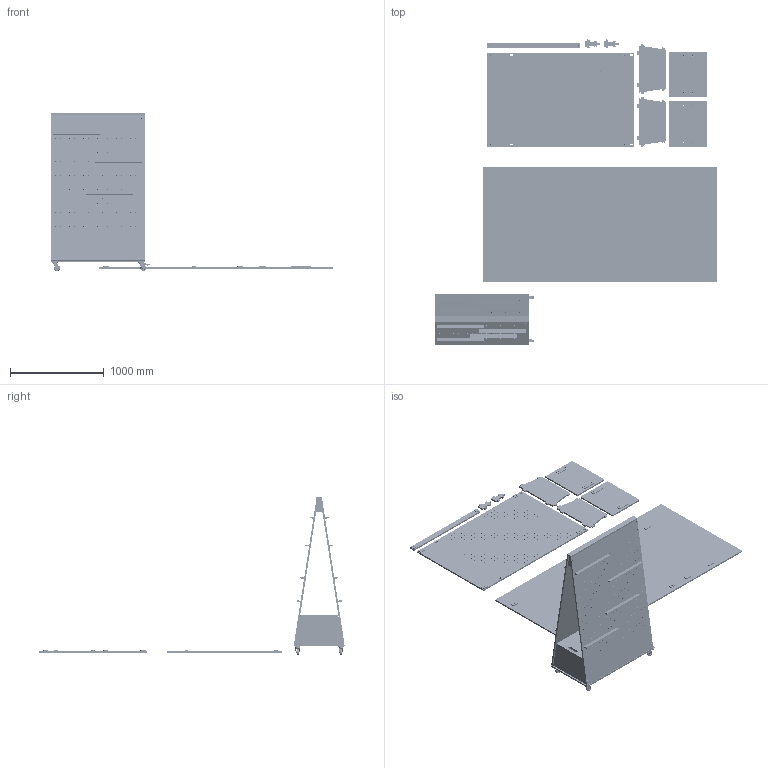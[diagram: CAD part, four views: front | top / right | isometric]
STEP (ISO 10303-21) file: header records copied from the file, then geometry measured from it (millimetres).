
FILE_DESCRIPTION(/* description */ (''),/* implementation_level */ '2;1');
FILE_NAME(/* name */ 'MEUBLE FAL_prod_BS v2.step',/* time_stamp */ '2021-01-14T15:11:40+01:00',/* author */ (''),/* organization */ (''),/* preprocessor_version */ 'ST-DEVELOPER v18.1',/* originating_system */ 'Autodesk Translation Framework v9.7.1.1290',/* authorisation */ '');
FILE_SCHEMA (('AUTOMOTIVE_DESIGN { 1 0 10303 214 3 1 1 }'));
Products named in the file (44): MEUBLE FAL_prod_BS; FIXATION_INTERMEDIAIRE_SUP(Mirror); FIXATION_INTER_INF(Mirror); PLAQUE_FERMETURE(Mirror); DEMI-ETAGERE; DEMI-ETAGERE v2(Mirror); roulette_dp2ba063-325l; roulette_dp2ba063-325l_1; roulette_dp2ba063-325l_1_1; roulette_dp2ba063-325l_2; roulette_dp2bd063-325l; roulette_dp2bd063-325l_1; roulette_dp2bd063-325l_1_1; roulette_dp2bd063-325l_2; CALPINAGE_1; PLAQUE_PRESENTOIR; BASE; RAIL_SUPPORT; RAIL_SUPPORT(Mirror); BLOCKOR_L36 v3(Mirror); BLOCKOR_L30 v2(Mirror); BLOCKOR_L45; BLOCKOR_L45 v2(Mirror); roulette_dp2ba063-325l v2(Mirror); roulette_dp2ba063-325l(Mirror); roulette_dp2ba063-325l_1(Mirror); roulette_dp2ba063-325l_2(Mirror); roulette_dp2bd063-325l v2(Mirror); roulette_dp2bd063-325l(Mirror); roulette_dp2bd063-325l_1(Mirror); roulette_dp2bd063-325l_2(Mirror); CALPINAGE_2; PLAQUE_PRESENTOIR(Mirror); FIXATION_INTER_INF; PLAQUE_FERMETURE; BLOCKOR_PLAQUE_FERMETURE; BLOCKOR_PLAQUE_FERMETURE(Mirror); PLAQUE_SOMMET; BLOCKOR_L15; FIXATION_INTERMEDIAIRE_SUP ...
Assembly tree (70 placements, depth 4):
  MEUBLE FAL_prod_BS
    BASE
    PLAQUE_PRESENTOIR
    PLAQUE_SOMMET
    FIXATION_INTERMEDIAIRE_SUP
    FIXATION_INTER_INF
    FIXATION_INTERMEDIAIRE_SUP(Mirror)
    FIXATION_INTER_INF(Mirror)
    RAIL_SUPPORT
    PLAQUE_PRESENTOIR(Mirror)
    RAIL_SUPPORT(Mirror)
    PLAQUE_FERMETURE
    PLAQUE_FERMETURE(Mirror)
    DEMI-ETAGERE  x4
    DEMI-ETAGERE v2(Mirror)  x4
    roulette_dp2ba063-325l
      roulette_dp2ba063-325l_1
        roulette_dp2ba063-325l_1_1
        roulette_dp2ba063-325l_2
    roulette_dp2bd063-325l
      roulette_dp2bd063-325l_1
        roulette_dp2bd063-325l_1_1
        roulette_dp2bd063-325l_2
    CALPINAGE_1
      PLAQUE_PRESENTOIR
      BASE
      RAIL_SUPPORT  x2
      RAIL_SUPPORT(Mirror)  x2
      BLOCKOR_L36
      BLOCKOR_L30
      BLOCKOR_L36 v3(Mirror)
      BLOCKOR_L30 v2(Mirror)
      BLOCKOR_L45  x2
      BLOCKOR_L45 v2(Mirror)  x2
    roulette_dp2ba063-325l v2(Mirror)
      roulette_dp2ba063-325l(Mirror)
        roulette_dp2ba063-325l_1(Mirror)
        roulette_dp2ba063-325l_2(Mirror)
    roulette_dp2bd063-325l v2(Mirror)
      roulette_dp2bd063-325l(Mirror)
        roulette_dp2bd063-325l_1(Mirror)
        roulette_dp2bd063-325l_2(Mirror)
    CALPINAGE_2
      PLAQUE_PRESENTOIR(Mirror)
      FIXATION_INTER_INF  x2
      PLAQUE_FERMETURE  x2
      BLOCKOR_PLAQUE_FERMETURE  x2
      BLOCKOR_PLAQUE_FERMETURE(Mirror)  x2
      PLAQUE_SOMMET
      BLOCKOR_L15  x2
      FIXATION_INTERMEDIAIRE_SUP  x2
      BLOCKOR_L36
      BLOCKOR_L30
      BLOCKOR_L36 v5(Mirror)
      BLOCKOR_L30 v3(Mirror)
Bounding box: 3010 x 3257.55 x 1687.5 mm (x, y, z)
Volume: 219188259.7 mm3; surface area: 26850364.7 mm2
Topology: 61 solids, 61 shells, 5300 faces, 10140 edges, 6684 vertices
Faces by surface type: plane 2784, cylinder 2312, cone 164, torus 32, sphere 8
Full cylindrical faces by diameter (mm): 3 x16, 4 x18, 4.5 x48, 6.3 x16, 8 x1704, 14.5 x2, 15 x20, 44.85 x4, 48 x4, 63 x4
Entity records: 75659 total; most frequent: DIRECTION 14085, CARTESIAN_POINT 12453, ORIENTED_EDGE 11112, AXIS2_PLACEMENT_3D 5599, EDGE_CURVE 5556, EDGE_LOOP 3913, VERTEX_POINT 3663, LINE 2887
